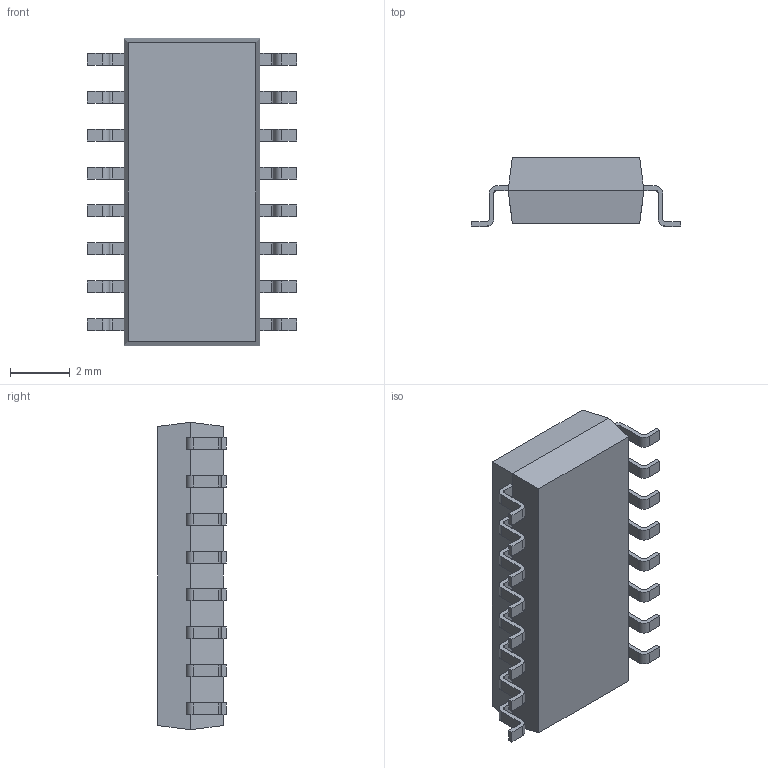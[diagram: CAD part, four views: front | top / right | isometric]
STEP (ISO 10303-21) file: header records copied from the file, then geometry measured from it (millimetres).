
FILE_DESCRIPTION (( 'STEP AP214' ), '1' );
FILE_NAME ('TLP290-4.STEP', '2023-04-05T02:38:43', ( '' ), ( '' ), 'SwSTEP 2.0', 'SolidWorks 2021', '' );
FILE_SCHEMA (( 'AUTOMOTIVE_DESIGN' ));
Length unit declared in the file: millimetre
Products named in the file (1): TLP290-4
Bounding box: 7 x 2.3 x 10.3 mm (x, y, z)
Volume: 100.6 mm3; surface area: 193.2 mm2
Topology: 18 solids, 18 shells, 244 faces, 614 edges, 408 vertices
Faces by surface type: plane 174, cylinder 70
Entity records: 7473 total; most frequent: CARTESIAN_POINT 1267, DIRECTION 1244, ORIENTED_EDGE 1228, EDGE_CURVE 614, LINE 474, VECTOR 474, VERTEX_POINT 408, AXIS2_PLACEMENT_3D 385
